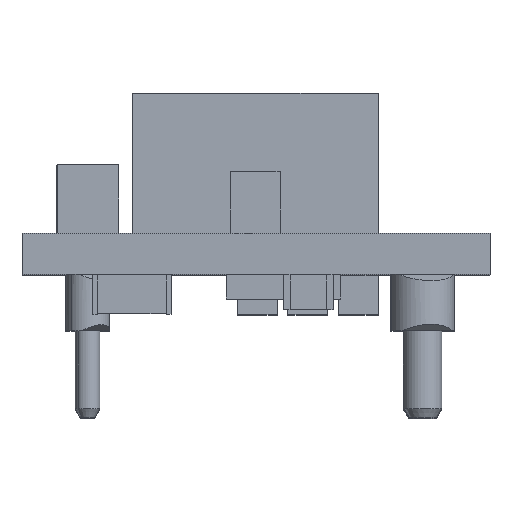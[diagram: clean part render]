
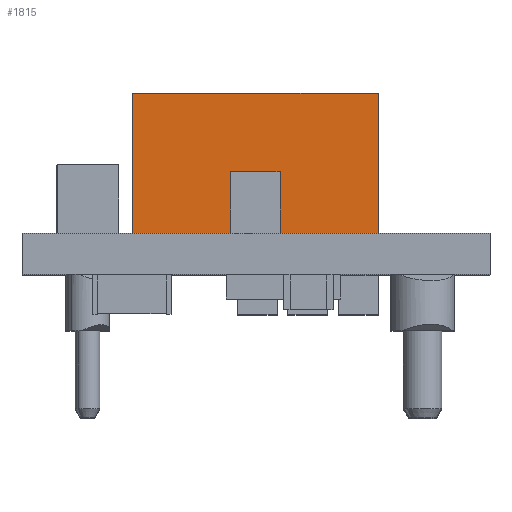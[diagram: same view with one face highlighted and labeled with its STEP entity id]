
A CAD part, top view. The second image highlights one B-rep face of the part: STEP entity #1815.
In plain terms, the highlighted planar face has unit normal (0, 0, 1).
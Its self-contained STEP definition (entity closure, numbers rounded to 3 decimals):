
#396 = CARTESIAN_POINT ( 'NONE',  ( -14.55, 3.962, -2.286 ) ) ;
#684 = VECTOR ( 'NONE', #9574, 1000. ) ;
#900 = ORIENTED_EDGE ( 'NONE', *, *, #1435, .T. ) ;
#1051 = VERTEX_POINT ( 'NONE', #10786 ) ;
#1303 = CARTESIAN_POINT ( 'NONE',  ( -10.554, 6.462, -2.286 ) ) ;
#1435 = EDGE_CURVE ( 'NONE', #12594, #2853, #9385, .T. ) ;
#1480 = ORIENTED_EDGE ( 'NONE', *, *, #12608, .T. ) ;
#1492 = CARTESIAN_POINT ( 'NONE',  ( -14.55, 3.962, -2.286 ) ) ;
#1815 = ADVANCED_FACE ( 'NONE', ( #10890 ), #2847, .T. ) ;
#2333 = CARTESIAN_POINT ( 'NONE',  ( -10.554, 3.962, -2.286 ) ) ;
#2401 = ORIENTED_EDGE ( 'NONE', *, *, #11645, .T. ) ;
#2464 = ORIENTED_EDGE ( 'NONE', *, *, #9584, .T. ) ;
#2735 = CARTESIAN_POINT ( 'NONE',  ( -14.55, 3.962, -2.286 ) ) ;
#2847 = PLANE ( 'NONE',  #10614 ) ;
#2853 = VERTEX_POINT ( 'NONE', #8589 ) ;
#2866 = ORIENTED_EDGE ( 'NONE', *, *, #8609, .F. ) ;
#3140 = CARTESIAN_POINT ( 'NONE',  ( -14.55, 9.652, -2.286 ) ) ;
#3466 = DIRECTION ( 'NONE',  ( 0., 1., 0. ) ) ;
#4073 = VERTEX_POINT ( 'NONE', #9585 ) ;
#4083 = CARTESIAN_POINT ( 'NONE',  ( -10.554, 3.962, -2.286 ) ) ;
#4257 = DIRECTION ( 'NONE',  ( 0., -1., 0. ) ) ;
#4462 = CARTESIAN_POINT ( 'NONE',  ( -14.55, 9.652, -2.286 ) ) ;
#4490 = DIRECTION ( 'NONE',  ( 1., 0., 0. ) ) ;
#4632 = VECTOR ( 'NONE', #4257, 1000. ) ;
#4655 = VECTOR ( 'NONE', #3466, 1000. ) ;
#5812 = VERTEX_POINT ( 'NONE', #7050 ) ;
#6185 = EDGE_CURVE ( 'NONE', #5812, #10730, #8928, .T. ) ;
#6690 = VECTOR ( 'NONE', #11830, 1000. ) ;
#6777 = ORIENTED_EDGE ( 'NONE', *, *, #6185, .F. ) ;
#7050 = CARTESIAN_POINT ( 'NONE',  ( -14.55, 3.962, -2.286 ) ) ;
#7225 = EDGE_CURVE ( 'NONE', #12573, #4073, #10821, .T. ) ;
#7336 = VECTOR ( 'NONE', #10781, 1000. ) ;
#7401 = LINE ( 'NONE', #2333, #4655 ) ;
#7432 = CARTESIAN_POINT ( 'NONE',  ( -8.547, 3.962, -2.286 ) ) ;
#7657 = CARTESIAN_POINT ( 'NONE',  ( -14.55, 3.962, -2.286 ) ) ;
#7719 = LINE ( 'NONE', #7432, #4632 ) ;
#8589 = CARTESIAN_POINT ( 'NONE',  ( -8.547, 6.462, -2.286 ) ) ;
#8609 = EDGE_CURVE ( 'NONE', #10730, #4073, #11865, .T. ) ;
#8671 = CARTESIAN_POINT ( 'NONE',  ( -14.55, 6.462, -2.286 ) ) ;
#8928 = LINE ( 'NONE', #396, #684 ) ;
#9114 = VECTOR ( 'NONE', #12751, 1000. ) ;
#9281 = LINE ( 'NONE', #7657, #7336 ) ;
#9385 = LINE ( 'NONE', #8671, #12278 ) ;
#9441 = DIRECTION ( 'NONE',  ( 0., 1., 0. ) ) ;
#9574 = DIRECTION ( 'NONE',  ( 0., 1., 0. ) ) ;
#9584 = EDGE_CURVE ( 'NONE', #2853, #1051, #7719, .T. ) ;
#9585 = CARTESIAN_POINT ( 'NONE',  ( -4.55, 9.652, -2.286 ) ) ;
#9890 = EDGE_LOOP ( 'NONE', ( #1480, #2401, #900, #2464, #11022, #11188, #2866, #6777 ) ) ;
#10249 = EDGE_CURVE ( 'NONE', #1051, #12573, #9281, .T. ) ;
#10482 = CARTESIAN_POINT ( 'NONE',  ( -4.55, 3.962, -2.286 ) ) ;
#10551 = CARTESIAN_POINT ( 'NONE',  ( -4.55, 3.962, -2.286 ) ) ;
#10614 = AXIS2_PLACEMENT_3D ( 'NONE', #2735, #12828, #10962 ) ;
#10730 = VERTEX_POINT ( 'NONE', #3140 ) ;
#10743 = VERTEX_POINT ( 'NONE', #4083 ) ;
#10781 = DIRECTION ( 'NONE',  ( 1., 0., 0. ) ) ;
#10786 = CARTESIAN_POINT ( 'NONE',  ( -8.547, 3.962, -2.286 ) ) ;
#10821 = LINE ( 'NONE', #10482, #11117 ) ;
#10890 = FACE_OUTER_BOUND ( 'NONE', #9890, .T. ) ;
#10962 = DIRECTION ( 'NONE',  ( 0., -1., 0. ) ) ;
#11022 = ORIENTED_EDGE ( 'NONE', *, *, #10249, .T. ) ;
#11117 = VECTOR ( 'NONE', #9441, 1000. ) ;
#11188 = ORIENTED_EDGE ( 'NONE', *, *, #7225, .T. ) ;
#11645 = EDGE_CURVE ( 'NONE', #10743, #12594, #7401, .T. ) ;
#11830 = DIRECTION ( 'NONE',  ( 1., 0., 0. ) ) ;
#11859 = LINE ( 'NONE', #1492, #6690 ) ;
#11865 = LINE ( 'NONE', #4462, #9114 ) ;
#12278 = VECTOR ( 'NONE', #4490, 1000. ) ;
#12573 = VERTEX_POINT ( 'NONE', #10551 ) ;
#12594 = VERTEX_POINT ( 'NONE', #1303 ) ;
#12608 = EDGE_CURVE ( 'NONE', #5812, #10743, #11859, .T. ) ;
#12751 = DIRECTION ( 'NONE',  ( 1., 0., 0. ) ) ;
#12828 = DIRECTION ( 'NONE',  ( 0., 0., 1. ) ) ;
